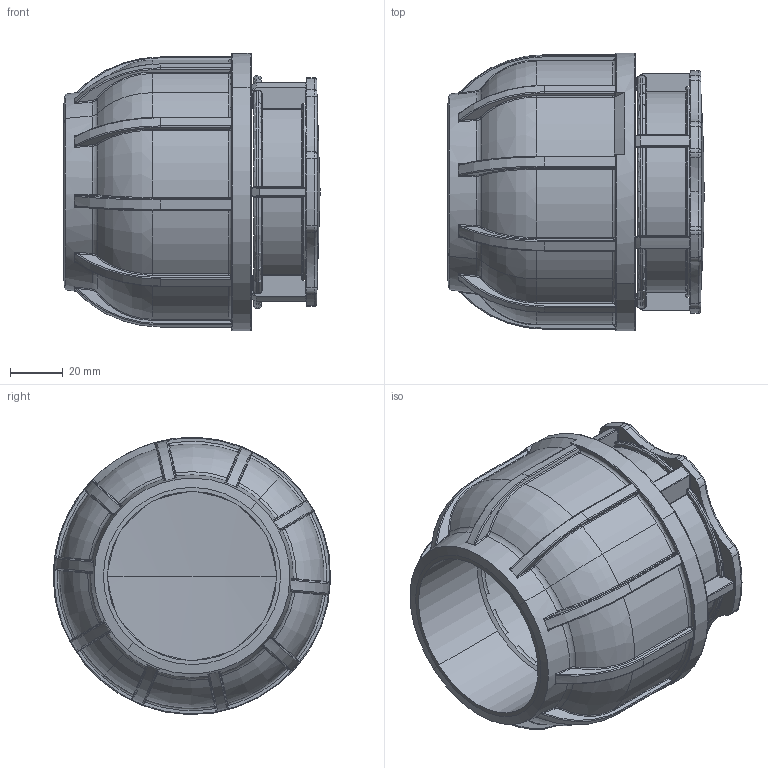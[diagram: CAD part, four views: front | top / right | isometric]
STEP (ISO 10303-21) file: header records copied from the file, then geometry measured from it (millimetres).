
FILE_DESCRIPTION (( 'STEP AP203' ), '1' );
FILE_NAME ('R221.063.000.step', '2013-11-19T09:33:18', ( 'Alusic' ), ( 'Alusic' ), 'SwSTEP 2.0', 'SolidWorks 2011', '' );
FILE_SCHEMA (( 'CONFIG_CONTROL_DESIGN' ));
Length unit declared in the file: millimetre
Products named in the file (1): R221.063.000
Bounding box: 97 x 104.97 x 104.97 mm (x, y, z)
Surface area: 80556.7 mm2 (no closed solid volume)
Topology: 0 solids, 17 shells, 956 faces, 2946 edges, 1853 vertices
Faces by surface type: cylinder 307, torus 226, bspline 200, plane 173, sphere 35, cone 15
Entity records: 42604 total; most frequent: CARTESIAN_POINT 18598, DIRECTION 5021, ORIENTED_EDGE 4733, EDGE_CURVE 2926, AXIS2_PLACEMENT_3D 2157, VERTEX_POINT 1853, CIRCLE 1400, EDGE_LOOP 960
